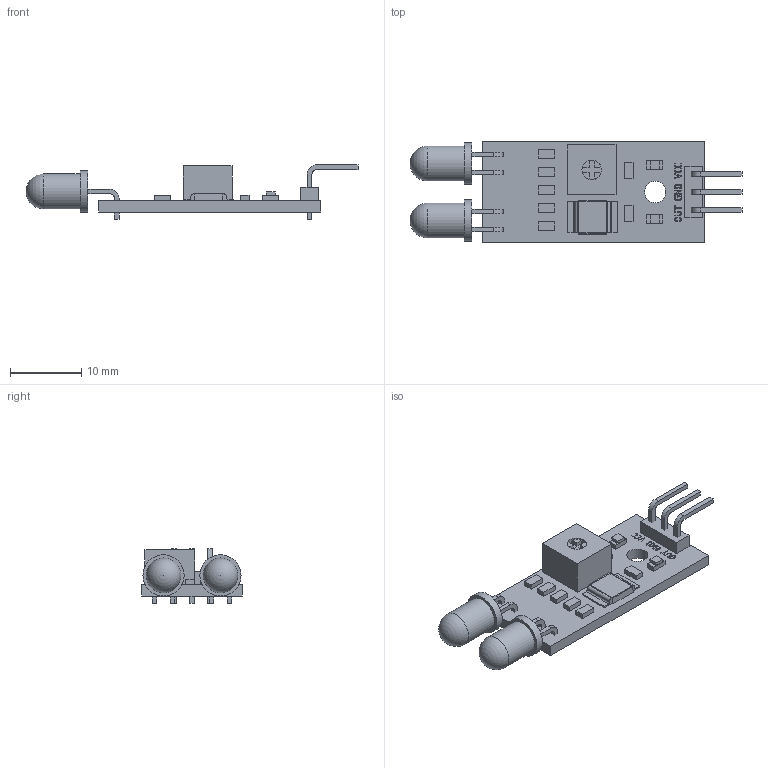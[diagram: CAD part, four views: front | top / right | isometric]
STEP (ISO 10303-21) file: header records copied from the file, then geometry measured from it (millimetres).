
FILE_DESCRIPTION(/* description */ (''),/* implementation_level */ '2;1');
FILE_NAME(/* name */ 'MH-B-ir-sensor.STEP',/* time_stamp */ '2022-05-09T17:50:59+10:00',/* author */ ('Dan'),/* organization */ (''),/* preprocessor_version */ 'ST-DEVELOPER v19',/* originating_system */ 'Autodesk Inventor 2023',/* authorisation */ '');
FILE_SCHEMA (('AUTOMOTIVE_DESIGN { 1 0 10303 214 3 1 1 }'));
Length unit declared in the file: metre
Products named in the file (26): MH-B-ir-sensor; MH-B-ir-sensor_1; MH-B-ir-sensor_1_1; MH-B-ir-sensor_2; MH-B-ir-sensor_3; MH-B-ir-sensor_4; MH-B-ir-sensor_5; MH-B-ir-sensor_6; MH-B-ir-sensor_7; MH-B-ir-sensor_8; MH-B-ir-sensor_9; MH-B-ir-sensor_10; MH-B-ir-sensor_11; MH-B-ir-sensor_12; MH-B-ir-sensor_13; MH-B-ir-sensor_14; MH-B-ir-sensor_15; MH-B-ir-sensor_16; MH-B-ir-sensor_17; MH-B-ir-sensor_18; MH-B-ir-sensor_19; MH-B-ir-sensor_20; MH-B-ir-sensor_21; MH-B-ir-sensor_22; MH-B-ir-sensor_23; MH-B-ir-sensor_24
Assembly tree (25 placements, depth 2):
  MH-B-ir-sensor
    MH-B-ir-sensor_1
    MH-B-ir-sensor_1_1
    MH-B-ir-sensor_2
    MH-B-ir-sensor_3
    MH-B-ir-sensor_4
    MH-B-ir-sensor_5
    MH-B-ir-sensor_6
    MH-B-ir-sensor_7
    MH-B-ir-sensor_8
    MH-B-ir-sensor_9
    MH-B-ir-sensor_10
    MH-B-ir-sensor_11
    MH-B-ir-sensor_12
    MH-B-ir-sensor_13
    MH-B-ir-sensor_14
    MH-B-ir-sensor_15
    MH-B-ir-sensor_16
    MH-B-ir-sensor_17
    MH-B-ir-sensor_18
    MH-B-ir-sensor_19
    MH-B-ir-sensor_20
    MH-B-ir-sensor_21
    MH-B-ir-sensor_22
    MH-B-ir-sensor_23
    MH-B-ir-sensor_24
Bounding box: 46.66 x 14.15 x 7.63 mm (x, y, z)
Volume: 1367.1 mm3; surface area: 2119 mm2
Topology: 25 solids, 25 shells, 332 faces, 810 edges, 540 vertices
Faces by surface type: plane 238, bspline 68, cylinder 24, sphere 2
Full cylindrical faces by diameter (mm): 2.74 x1, 3 x1, 4.9 x2, 5.8 x2
Entity records: 13860 total; most frequent: CARTESIAN_POINT 5095, ORIENTED_EDGE 1616, DIRECTION 1362, EDGE_CURVE 808, LINE 612, VECTOR 612, VERTEX_POINT 540, AXIS2_PLACEMENT_3D 375
